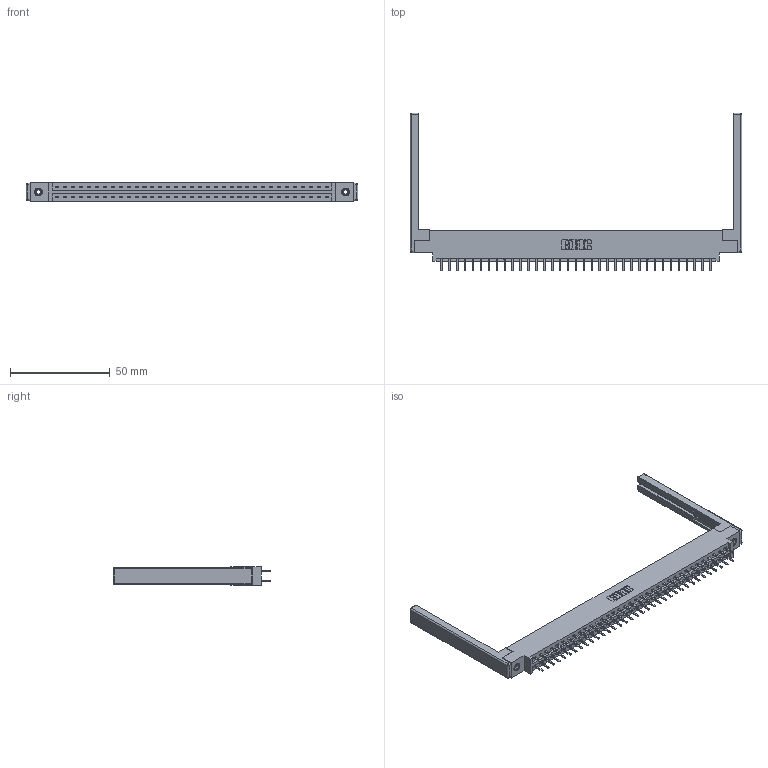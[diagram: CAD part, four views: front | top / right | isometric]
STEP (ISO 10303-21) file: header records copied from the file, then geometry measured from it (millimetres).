
FILE_DESCRIPTION (( 'STEP AP203' ), '1' );
FILE_NAME ('337-070-520-868.STEP', '2019-10-12T03:04:47', ( '' ), ( '' ), 'SwSTEP 2.0', 'SolidWorks 2016', '' );
FILE_SCHEMA (( 'CONFIG_CONTROL_DESIGN' ));
Length unit declared in the file: inch
Products named in the file (5): 337-070-520-868; 307-220-068; 345-292-001_345-293-120; 337 Part_0.170 Offset - 0.156 Dia-TI; 345-250-001_345-250-001-102
Assembly tree (75 placements, depth 2):
  337-070-520-868
    337 Part_0.170 Offset - 0.156 Dia-TI
    345-292-001_345-293-120  x70
    345-250-001_345-250-001-102  x2
    307-220-068  x2
Bounding box: 166.12 x 79.08 x 9.4 mm (x, y, z)
Volume: 21650 mm3; surface area: 23504.7 mm2
Topology: 75 solids, 75 shells, 4332 faces, 12543 edges, 8154 vertices
Faces by surface type: plane 2962, cylinder 1346, cone 12, sphere 8, torus 4
Entity records: 31048 total; most frequent: CARTESIAN_POINT 5215, ORIENTED_EDGE 5128, DIRECTION 4506, EDGE_CURVE 2564, LINE 2382, VECTOR 2382, VERTEX_POINT 1698, AXIS2_PLACEMENT_3D 1062
